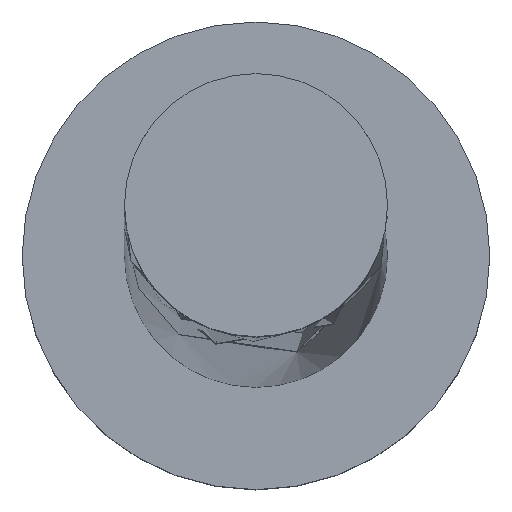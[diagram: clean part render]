
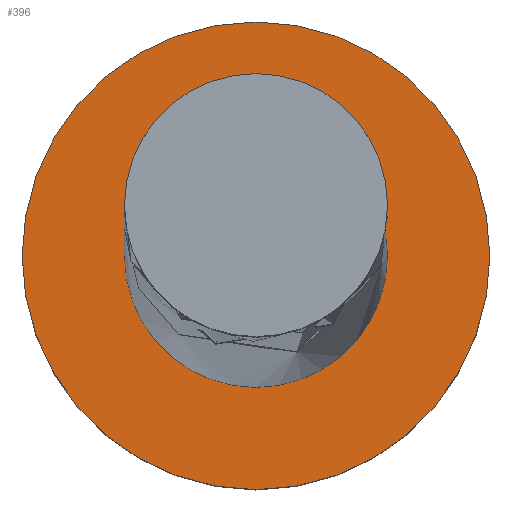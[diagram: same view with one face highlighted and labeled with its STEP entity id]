
A CAD part, top view. The second image highlights one B-rep face of the part: STEP entity #396.
In plain terms, the highlighted planar face has unit normal (0, 0, 1).
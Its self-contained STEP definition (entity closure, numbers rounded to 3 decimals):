
#50 = CARTESIAN_POINT ( 'NONE',  ( 0., 0., 3. ) ) ;
#102 = FACE_OUTER_BOUND ( 'NONE', #1086, .T. ) ;
#115 = CARTESIAN_POINT ( 'NONE',  ( 0., 0., 3. ) ) ;
#120 = AXIS2_PLACEMENT_3D ( 'NONE', #1168, #1324, #405 ) ;
#218 = AXIS2_PLACEMENT_3D ( 'NONE', #438, #865, #1489 ) ;
#311 = CIRCLE ( 'NONE', #120, 4. ) ;
#333 = EDGE_CURVE ( 'NONE', #1636, #1293, #1523, .T. ) ;
#350 = DIRECTION ( 'NONE',  ( 0., 0., 1. ) ) ;
#396 = ADVANCED_FACE ( 'NONE', ( #1478, #102 ), #721, .T. ) ;
#405 = DIRECTION ( 'NONE',  ( 1., 0., 0. ) ) ;
#438 = CARTESIAN_POINT ( 'NONE',  ( 0., 0., 3. ) ) ;
#623 = CIRCLE ( 'NONE', #1778, 2.25 ) ;
#629 = EDGE_LOOP ( 'NONE', ( #750, #1165 ) ) ;
#659 = AXIS2_PLACEMENT_3D ( 'NONE', #50, #809, #1570 ) ;
#668 = EDGE_CURVE ( 'NONE', #1293, #1636, #311, .T. ) ;
#721 = PLANE ( 'NONE',  #1175 ) ;
#750 = ORIENTED_EDGE ( 'NONE', *, *, #757, .F. ) ;
#757 = EDGE_CURVE ( 'NONE', #1511, #1650, #1712, .T. ) ;
#808 = CARTESIAN_POINT ( 'NONE',  ( 4., 0., 3. ) ) ;
#809 = DIRECTION ( 'NONE',  ( 0., 0., 1. ) ) ;
#855 = DIRECTION ( 'NONE',  ( 1., 0., 0. ) ) ;
#865 = DIRECTION ( 'NONE',  ( 0., 0., 1. ) ) ;
#877 = CARTESIAN_POINT ( 'NONE',  ( -4., 0., 3. ) ) ;
#972 = CARTESIAN_POINT ( 'NONE',  ( -2.25, 0., 3. ) ) ;
#1086 = EDGE_LOOP ( 'NONE', ( #1367, #1224 ) ) ;
#1165 = ORIENTED_EDGE ( 'NONE', *, *, #1609, .F. ) ;
#1168 = CARTESIAN_POINT ( 'NONE',  ( 0., 0., 3. ) ) ;
#1175 = AXIS2_PLACEMENT_3D ( 'NONE', #115, #1339, #855 ) ;
#1224 = ORIENTED_EDGE ( 'NONE', *, *, #333, .T. ) ;
#1253 = CARTESIAN_POINT ( 'NONE',  ( 0., 0., 3. ) ) ;
#1293 = VERTEX_POINT ( 'NONE', #877 ) ;
#1324 = DIRECTION ( 'NONE',  ( 0., 0., 1. ) ) ;
#1339 = DIRECTION ( 'NONE',  ( 0., 0., 1. ) ) ;
#1367 = ORIENTED_EDGE ( 'NONE', *, *, #668, .T. ) ;
#1430 = CARTESIAN_POINT ( 'NONE',  ( 2.25, 0., 3. ) ) ;
#1478 = FACE_BOUND ( 'NONE', #629, .T. ) ;
#1489 = DIRECTION ( 'NONE',  ( 1., 0., 0. ) ) ;
#1511 = VERTEX_POINT ( 'NONE', #972 ) ;
#1523 = CIRCLE ( 'NONE', #659, 4. ) ;
#1570 = DIRECTION ( 'NONE',  ( 1., 0., 0. ) ) ;
#1590 = DIRECTION ( 'NONE',  ( 1., 0., 0. ) ) ;
#1609 = EDGE_CURVE ( 'NONE', #1650, #1511, #623, .T. ) ;
#1636 = VERTEX_POINT ( 'NONE', #808 ) ;
#1650 = VERTEX_POINT ( 'NONE', #1430 ) ;
#1712 = CIRCLE ( 'NONE', #218, 2.25 ) ;
#1778 = AXIS2_PLACEMENT_3D ( 'NONE', #1253, #350, #1590 ) ;
